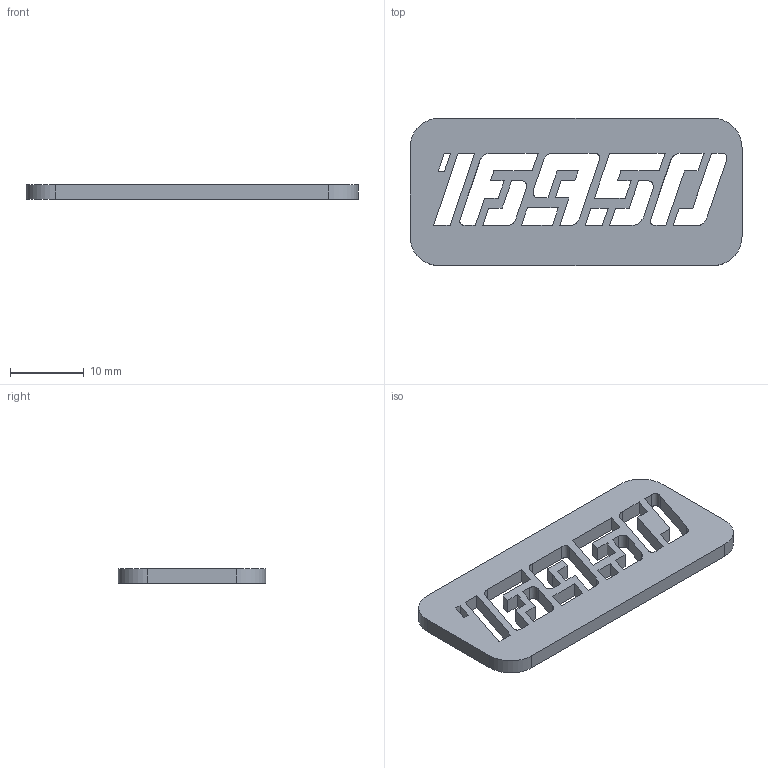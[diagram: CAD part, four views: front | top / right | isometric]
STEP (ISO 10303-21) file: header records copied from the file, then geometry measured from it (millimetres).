
FILE_DESCRIPTION(/* description */ (''),/* implementation_level */ '2;1');
FILE_NAME(/* name */ '',/* time_stamp */ '2025-03-12T17:38:31+03:00',/* author */ ('Phantom'),/* organization */ (''),/* preprocessor_version */ 'ST-DEVELOPER v20',/* originating_system */ 'Autodesk Inventor 2025',/* authorisation */ '');
FILE_SCHEMA (('AUTOMOTIVE_DESIGN { 1 0 10303 214 3 1 1 }'));
Length unit declared in the file: millimetre
Products named in the file (1): дееееееед
Bounding box: 45 x 20 x 2 mm (x, y, z)
Volume: 1277.2 mm3; surface area: 2058.7 mm2
Topology: 1 solids, 1 shells, 96 faces, 282 edges, 189 vertices
Faces by surface type: plane 78, bspline 14, cylinder 4
Entity records: 3298 total; most frequent: CARTESIAN_POINT 732, ORIENTED_EDGE 564, DIRECTION 428, EDGE_CURVE 282, LINE 246, VECTOR 246, VERTEX_POINT 188, EDGE_LOOP 118
